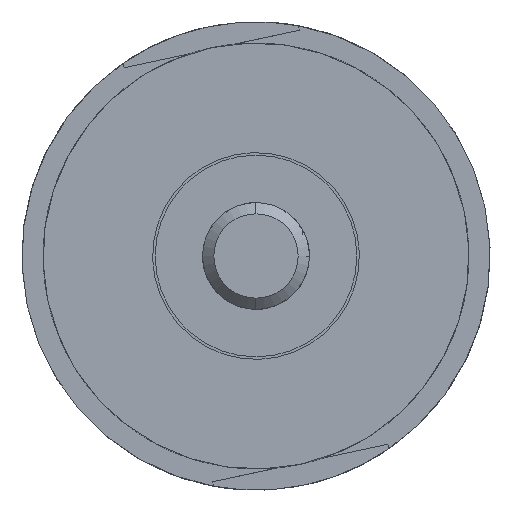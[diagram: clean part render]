
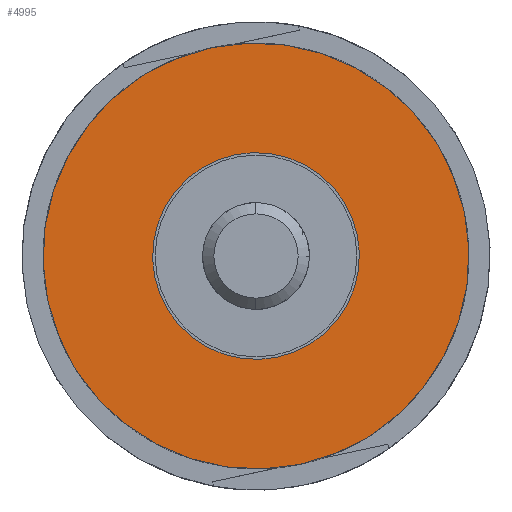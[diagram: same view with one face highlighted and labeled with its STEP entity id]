
A CAD part, front view. The second image highlights one B-rep face of the part: STEP entity #4995.
In plain terms, the highlighted planar face has unit normal (0, -1, 0).
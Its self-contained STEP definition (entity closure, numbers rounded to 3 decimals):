
#12 = AXIS2_PLACEMENT_3D ( 'NONE', #6483, #6443, #2294 ) ;
#104 = CIRCLE ( 'NONE', #1823, 19. ) ;
#135 = AXIS2_PLACEMENT_3D ( 'NONE', #7322, #743, #1517 ) ;
#143 = DIRECTION ( 'NONE',  ( -0.209, 0., 0.978 ) ) ;
#561 = CARTESIAN_POINT ( 'NONE',  ( -82.102, -59.317, -14.732 ) ) ;
#645 = DIRECTION ( 'NONE',  ( 0.209, 0., -0.978 ) ) ;
#725 = CARTESIAN_POINT ( 'NONE',  ( -73.08, -59.317, -12.805 ) ) ;
#743 = DIRECTION ( 'NONE',  ( 0., -1., 0. ) ) ;
#907 = VERTEX_POINT ( 'NONE', #2538 ) ;
#941 = VERTEX_POINT ( 'NONE', #4828 ) ;
#1510 = AXIS2_PLACEMENT_3D ( 'NONE', #561, #4101, #645 ) ;
#1517 = DIRECTION ( 'NONE',  ( -0.209, 0., 0.978 ) ) ;
#1585 = CARTESIAN_POINT ( 'NONE',  ( -71.153, -59.317, -21.826 ) ) ;
#1757 = FACE_OUTER_BOUND ( 'NONE', #3210, .T. ) ;
#1823 = AXIS2_PLACEMENT_3D ( 'NONE', #7638, #4943, #2307 ) ;
#2174 = ORIENTED_EDGE ( 'NONE', *, *, #7362, .F. ) ;
#2294 = DIRECTION ( 'NONE',  ( -0.209, 0., 0.978 ) ) ;
#2307 = DIRECTION ( 'NONE',  ( -0.209, 0., 0.978 ) ) ;
#2538 = CARTESIAN_POINT ( 'NONE',  ( -69.111, -59.317, -31.385 ) ) ;
#2796 = CIRCLE ( 'NONE', #3781, 9.225 ) ;
#3210 = EDGE_LOOP ( 'NONE', ( #5647, #7114 ) ) ;
#3454 = CIRCLE ( 'NONE', #135, 19. ) ;
#3524 = FACE_BOUND ( 'NONE', #6016, .T. ) ;
#3682 = EDGE_CURVE ( 'NONE', #7490, #907, #104, .T. ) ;
#3781 = AXIS2_PLACEMENT_3D ( 'NONE', #725, #5428, #143 ) ;
#4101 = DIRECTION ( 'NONE',  ( 0., 1., 0. ) ) ;
#4435 = EDGE_CURVE ( 'NONE', #907, #7490, #3454, .T. ) ;
#4828 = CARTESIAN_POINT ( 'NONE',  ( -75.008, -59.317, -3.783 ) ) ;
#4943 = DIRECTION ( 'NONE',  ( 0., -1., 0. ) ) ;
#4995 = ADVANCED_FACE ( 'NONE', ( #3524, #1757 ), #5915, .F. ) ;
#5428 = DIRECTION ( 'NONE',  ( 0., -1., 0. ) ) ;
#5533 = ORIENTED_EDGE ( 'NONE', *, *, #5711, .F. ) ;
#5573 = VERTEX_POINT ( 'NONE', #1585 ) ;
#5647 = ORIENTED_EDGE ( 'NONE', *, *, #3682, .T. ) ;
#5711 = EDGE_CURVE ( 'NONE', #5573, #941, #7429, .T. ) ;
#5915 = PLANE ( 'NONE',  #1510 ) ;
#6016 = EDGE_LOOP ( 'NONE', ( #2174, #5533 ) ) ;
#6443 = DIRECTION ( 'NONE',  ( 0., -1., 0. ) ) ;
#6483 = CARTESIAN_POINT ( 'NONE',  ( -73.08, -59.317, -12.805 ) ) ;
#6934 = CARTESIAN_POINT ( 'NONE',  ( -77.05, -59.317, 5.776 ) ) ;
#7114 = ORIENTED_EDGE ( 'NONE', *, *, #4435, .T. ) ;
#7322 = CARTESIAN_POINT ( 'NONE',  ( -73.08, -59.317, -12.805 ) ) ;
#7362 = EDGE_CURVE ( 'NONE', #941, #5573, #2796, .T. ) ;
#7429 = CIRCLE ( 'NONE', #12, 9.225 ) ;
#7490 = VERTEX_POINT ( 'NONE', #6934 ) ;
#7638 = CARTESIAN_POINT ( 'NONE',  ( -73.08, -59.317, -12.805 ) ) ;
